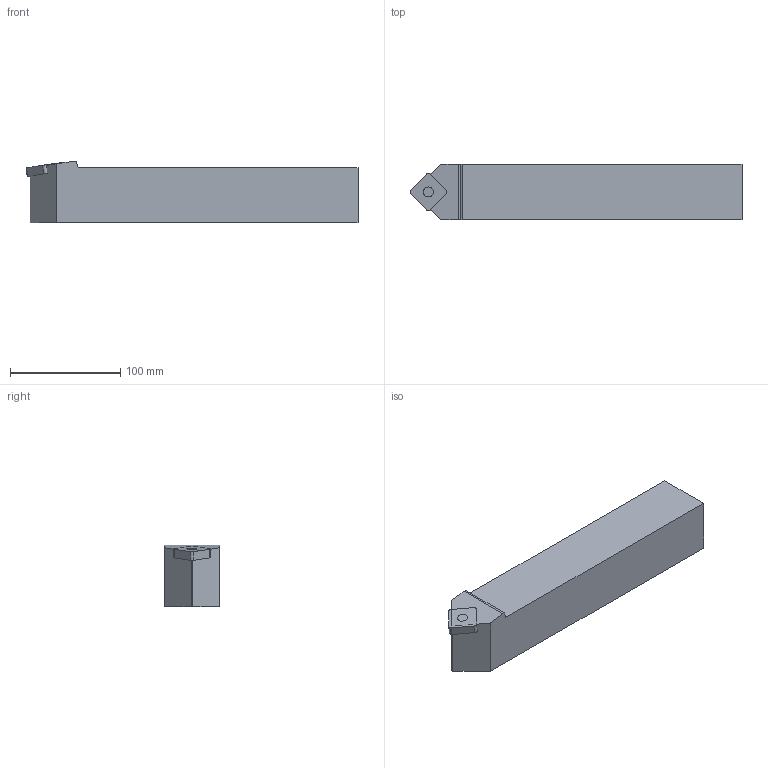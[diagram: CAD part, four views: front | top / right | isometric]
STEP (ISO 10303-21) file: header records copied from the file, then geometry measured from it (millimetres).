
FILE_DESCRIPTION(/* description */ (''),/* implementation_level */ '2;1');
FILE_NAME(/* name */ 'PSDNN5050T25_SIM.stp',/* time_stamp */ '2022-12-08T14:10:48+01:00',/* author */ (''),/* organization */ (''),/* preprocessor_version */ 'ST-DEVELOPER v18.102',/* originating_system */ 'SIEMENS PLM Software NX 2027',/* authorisation */ '');
FILE_SCHEMA (('AUTOMOTIVE_DESIGN { 1 0 10303 214 3 1 1 1 }'));
Length unit declared in the file: millimetre
Products named in the file (1): model1
Bounding box: 301.57 x 50 x 56 mm (x, y, z)
Volume: 725921 mm3; surface area: 64683 mm2
Topology: 2 solids, 2 shells, 22 faces, 54 edges, 36 vertices
Faces by surface type: plane 17, cylinder 5
Full cylindrical faces by diameter (mm): 9.12 x1
Entity records: 677 total; most frequent: CARTESIAN_POINT 112, DIRECTION 109, ORIENTED_EDGE 106, EDGE_CURVE 53, LINE 43, VECTOR 43, VERTEX_POINT 36, AXIS2_PLACEMENT_3D 33
